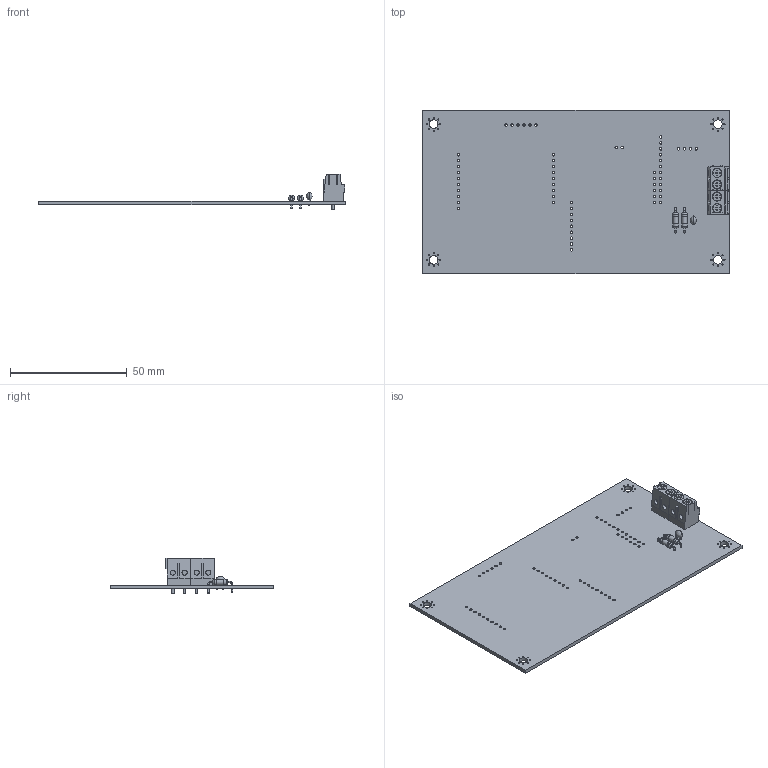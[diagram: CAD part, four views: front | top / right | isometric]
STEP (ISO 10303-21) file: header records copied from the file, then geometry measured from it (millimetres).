
FILE_DESCRIPTION(('KiCad electronic assembly'),'2;1');
FILE_NAME('Cryologger GVMS.step','2021-04-26T09:13:18',('An Author'),( 'A Company'),'Open CASCADE STEP processor 7.5', 'KiCad to STEP converter','Unknown');
FILE_SCHEMA(('AUTOMOTIVE_DESIGN { 1 0 10303 214 1 1 1 1 }'));
Length unit declared in the file: millimetre
Products named in the file (8): Open CASCADE STEP translator 7.5 1; R_Axial_DIN0207_L6.3mm_D2.5mm_P10.16mm_Horizontal; SOLID; C_Disc_D3.8mm_W2.6mm_P2.50mm; TerminalBlock_Phoenix_PT-1,5-2-5.0-H_1x02_P5.00mm_Horizontal; COMPOUND
Assembly tree (9 placements, depth 3):
  Open CASCADE STEP translator 7.5 1
    R_Axial_DIN0207_L6.3mm_D2.5mm_P10.16mm_Horizontal  x2
      SOLID
    C_Disc_D3.8mm_W2.6mm_P2.50mm
      SOLID
    TerminalBlock_Phoenix_PT-1,5-2-5.0-H_1x02_P5.00mm_Horizontal  x2
      SOLID
    COMPOUND
Bounding box: 130.81 x 69.85 x 15 mm (x, y, z)
Volume: 15863.3 mm3; surface area: 21517.5 mm2
Topology: 6 solids, 6 shells, 406 faces, 1089 edges, 717 vertices
Faces by surface type: plane 220, cylinder 172, torus 8, revolution 4, sphere 2
Full cylindrical faces by diameter (mm): 0.5 x34, 0.6 x8, 0.8 x6, 1 x4, 1.016 x58, 1.3 x4, 2.2 x4, 2.25 x2, 2.5 x4, 3.7 x4, 3.8 x4, 4 x4
Entity records: 21798 total; most frequent: CARTESIAN_POINT 5458, DIRECTION 2928, LINE 1526, VECTOR 1526, ORIENTED_EDGE 1436, PCURVE 1436, DEFINITIONAL_REPRESENTATION 1436, EDGE_CURVE 718
